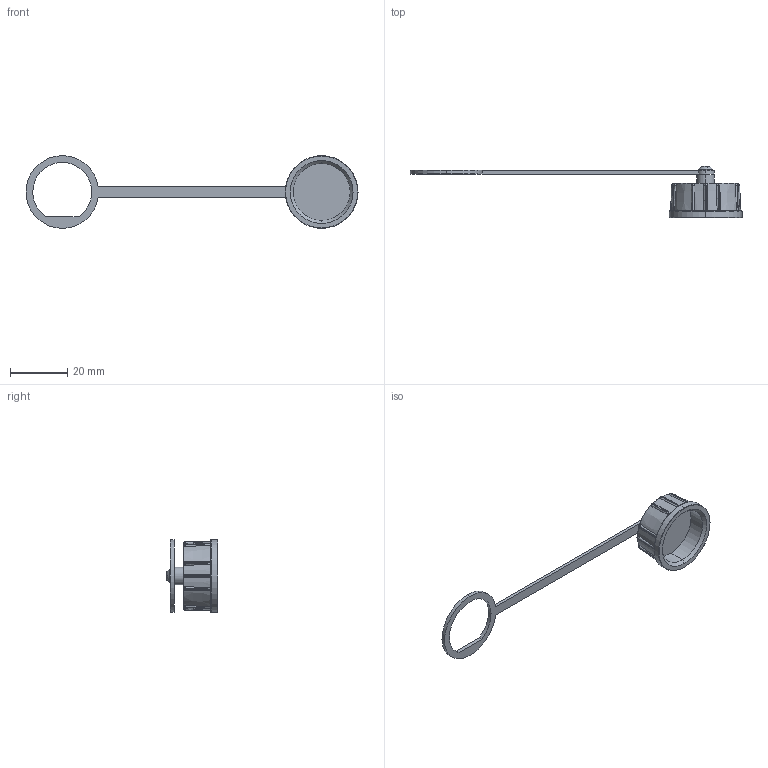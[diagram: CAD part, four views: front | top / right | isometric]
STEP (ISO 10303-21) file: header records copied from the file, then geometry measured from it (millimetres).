
FILE_DESCRIPTION (( 'STEP AP203' ), '1' );
FILE_NAME ('CAP-WPRJ.STEP', '2010-05-26T15:18:28', ( 'x' ), ( 'Microsoft' ), 'SwSTEP 2.0', 'SolidWorks 2010', '' );
FILE_SCHEMA (( 'CONFIG_CONTROL_DESIGN' ));
Length unit declared in the file: inch
Products named in the file (4): CAP-WPRJ; CAP-WPRJ-MA1; CAP-WPRJ-MA2; CAP-WPRJ-MA3
Assembly tree (3 placements, depth 2):
  CAP-WPRJ
    CAP-WPRJ-MA1
    CAP-WPRJ-MA3
    CAP-WPRJ-MA2
Bounding box: 115.94 x 17.97 x 25.4 mm (x, y, z)
Volume: 3923.7 mm3; surface area: 3806 mm2
Topology: 3 solids, 3 shells, 241 faces, 611 edges, 387 vertices
Faces by surface type: bspline 88, plane 83, cylinder 43, cone 17, torus 10
Entity records: 15520 total; most frequent: CARTESIAN_POINT 10047, ORIENTED_EDGE 1222, DIRECTION 758, EDGE_CURVE 611, VERTEX_POINT 387, B_SPLINE_CURVE_WITH_KNOTS 294, AXIS2_PLACEMENT_3D 282, EDGE_LOOP 256
